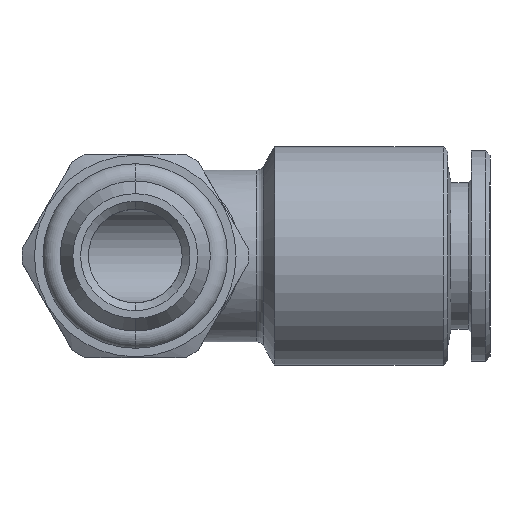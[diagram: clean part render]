
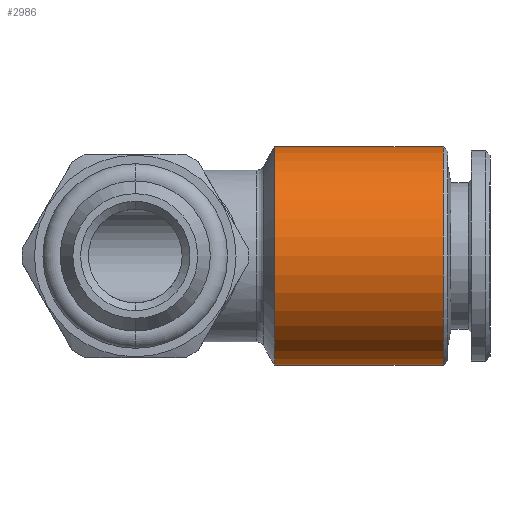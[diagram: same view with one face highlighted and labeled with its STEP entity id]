
A CAD part, front view. The second image highlights one B-rep face of the part: STEP entity #2986.
In plain terms, the highlighted cylindrical face has radius 7 mm (diameter 14 mm), a partial arc.
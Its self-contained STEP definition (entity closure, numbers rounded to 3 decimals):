
#320 = CIRCLE ( 'NONE', #323, 7. ) ;
#322 = CARTESIAN_POINT ( 'NONE',  ( 19.7, 0., 0. ) ) ;
#323 = AXIS2_PLACEMENT_3D ( 'NONE', #322, #324, #326 ) ;
#324 = DIRECTION ( 'NONE',  ( -1., 0., 0. ) ) ;
#326 = DIRECTION ( 'NONE',  ( 0., 0., 1. ) ) ;
#698 = DIRECTION ( 'NONE',  ( -1., 0., 0. ) ) ;
#699 = VECTOR ( 'NONE', #698, 1000. ) ;
#700 = CARTESIAN_POINT ( 'NONE',  ( 0., 0., 7. ) ) ;
#701 = LINE ( 'NONE', #700, #699 ) ;
#780 = CARTESIAN_POINT ( 'NONE',  ( 8.923, 0., -7. ) ) ;
#978 = DIRECTION ( 'NONE',  ( -1., 0., 0. ) ) ;
#979 = VECTOR ( 'NONE', #978, 1000. ) ;
#980 = CARTESIAN_POINT ( 'NONE',  ( 0., 0., -7. ) ) ;
#990 = LINE ( 'NONE', #980, #979 ) ;
#991 = CARTESIAN_POINT ( 'NONE',  ( 8.923, 0., 7. ) ) ;
#1196 = CYLINDRICAL_SURFACE ( 'NONE', #1213, 7. ) ;
#1197 = FACE_OUTER_BOUND ( 'NONE', #2987, .T. ) ;
#1208 = DIRECTION ( 'NONE',  ( 0., 0., 1. ) ) ;
#1209 = DIRECTION ( 'NONE',  ( -1., 0., 0. ) ) ;
#1212 = CARTESIAN_POINT ( 'NONE',  ( 0., 0., 0. ) ) ;
#1213 = AXIS2_PLACEMENT_3D ( 'NONE', #1212, #1209, #1208 ) ;
#1367 = DIRECTION ( 'NONE',  ( 0., 0., -1. ) ) ;
#1368 = DIRECTION ( 'NONE',  ( 1., 0., 0. ) ) ;
#1369 = CARTESIAN_POINT ( 'NONE',  ( 8.923, 0., 0. ) ) ;
#1370 = AXIS2_PLACEMENT_3D ( 'NONE', #1369, #1368, #1367 ) ;
#1371 = CIRCLE ( 'NONE', #1370, 7. ) ;
#2451 = VERTEX_POINT ( 'NONE', #3492 ) ;
#2699 = VERTEX_POINT ( 'NONE', #3839 ) ;
#2777 = EDGE_CURVE ( 'NONE', #2451, #2895, #701, .T. ) ;
#2833 = VERTEX_POINT ( 'NONE', #780 ) ;
#2895 = VERTEX_POINT ( 'NONE', #991 ) ;
#2897 = EDGE_CURVE ( 'NONE', #2699, #2833, #990, .T. ) ;
#2986 = ADVANCED_FACE ( 'NONE', ( #1197 ), #1196, .T. ) ;
#2987 = EDGE_LOOP ( 'NONE', ( #2988, #2989, #3352, #3293 ) ) ;
#2988 = ORIENTED_EDGE ( 'NONE', *, *, #2897, .F. ) ;
#2989 = ORIENTED_EDGE ( 'NONE', *, *, #3380, .T. ) ;
#3083 = EDGE_CURVE ( 'NONE', #2895, #2833, #1371, .T. ) ;
#3293 = ORIENTED_EDGE ( 'NONE', *, *, #3083, .T. ) ;
#3352 = ORIENTED_EDGE ( 'NONE', *, *, #2777, .T. ) ;
#3380 = EDGE_CURVE ( 'NONE', #2699, #2451, #320, .T. ) ;
#3492 = CARTESIAN_POINT ( 'NONE',  ( 19.7, 0., 7. ) ) ;
#3839 = CARTESIAN_POINT ( 'NONE',  ( 19.7, 0., -7. ) ) ;
